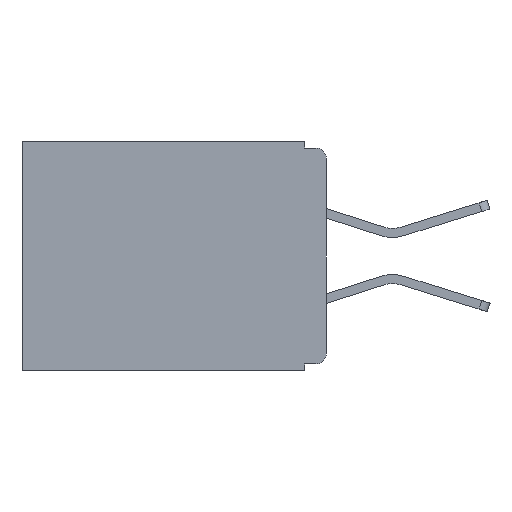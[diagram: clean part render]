
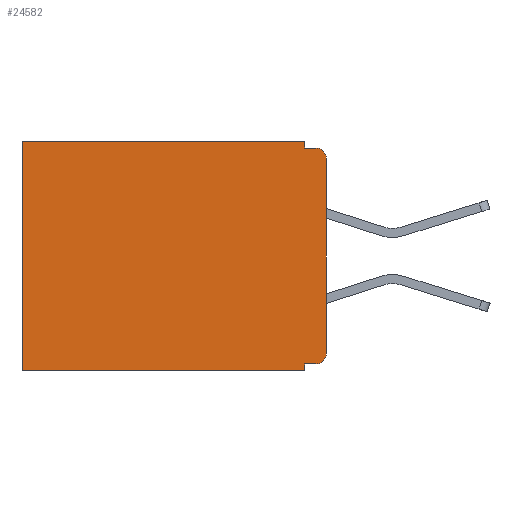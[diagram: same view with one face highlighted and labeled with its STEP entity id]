
A CAD part, left-side view. The second image highlights one B-rep face of the part: STEP entity #24582.
In plain terms, the highlighted planar face has unit normal (-1, 0, 0).
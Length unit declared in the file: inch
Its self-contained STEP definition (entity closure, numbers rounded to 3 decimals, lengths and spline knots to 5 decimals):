
#95 = VERTEX_POINT ( 'NONE', #12280 ) ;
#747 = EDGE_CURVE ( 'NONE', #10595, #22974, #15331, .T. ) ;
#769 = VECTOR ( 'NONE', #32892, 39.37008 ) ;
#905 = CARTESIAN_POINT ( 'NONE',  ( 0.3, 0., -0.33 ) ) ;
#1260 = DIRECTION ( 'NONE',  ( 0., 1., 0. ) ) ;
#1332 = DIRECTION ( 'NONE',  ( -1., 0., 0. ) ) ;
#1515 = DIRECTION ( 'NONE',  ( 0., 1., 0. ) ) ;
#2697 = DIRECTION ( 'NONE',  ( 0., -1., 0. ) ) ;
#3677 = DIRECTION ( 'NONE',  ( 0., 0., -1. ) ) ;
#3837 = VECTOR ( 'NONE', #2697, 39.37008 ) ;
#4101 = VERTEX_POINT ( 'NONE', #11869 ) ;
#4218 = ORIENTED_EDGE ( 'NONE', *, *, #28554, .F. ) ;
#4399 = CARTESIAN_POINT ( 'NONE',  ( 0.3, 0., -0.025 ) ) ;
#4762 = DIRECTION ( 'NONE',  ( 0., 0., -1. ) ) ;
#4999 = CARTESIAN_POINT ( 'NONE',  ( 0.3, 0., -0.305 ) ) ;
#5173 = CARTESIAN_POINT ( 'NONE',  ( 0.3, 0.437, 0. ) ) ;
#5418 = DIRECTION ( 'NONE',  ( 0., 1., 0. ) ) ;
#6200 = EDGE_CURVE ( 'NONE', #95, #25590, #16548, .T. ) ;
#7107 = AXIS2_PLACEMENT_3D ( 'NONE', #905, #19923, #3677 ) ;
#7412 = CARTESIAN_POINT ( 'NONE',  ( 0.3, 0.437, -0.33 ) ) ;
#8386 = VECTOR ( 'NONE', #5418, 39.37008 ) ;
#9067 = VECTOR ( 'NONE', #1260, 39.37008 ) ;
#9191 = LINE ( 'NONE', #7412, #22574 ) ;
#9409 = DIRECTION ( 'NONE',  ( 0., 0., -1. ) ) ;
#9485 = EDGE_CURVE ( 'NONE', #10595, #21143, #14670, .T. ) ;
#9657 = CARTESIAN_POINT ( 'NONE',  ( 0.3, 0.031, -0.33 ) ) ;
#9912 = LINE ( 'NONE', #25347, #23261 ) ;
#10303 = ORIENTED_EDGE ( 'NONE', *, *, #9485, .T. ) ;
#10459 = AXIS2_PLACEMENT_3D ( 'NONE', #11027, #29576, #13811 ) ;
#10580 = CARTESIAN_POINT ( 'NONE',  ( 0.3, 0.437, -0.33 ) ) ;
#10595 = VERTEX_POINT ( 'NONE', #4399 ) ;
#11012 = EDGE_CURVE ( 'NONE', #26101, #32175, #9912, .T. ) ;
#11013 = EDGE_CURVE ( 'NONE', #26101, #31315, #11601, .T. ) ;
#11027 = CARTESIAN_POINT ( 'NONE',  ( 0.3, 0.015, -0.305 ) ) ;
#11062 = LINE ( 'NONE', #31945, #3837 ) ;
#11256 = CARTESIAN_POINT ( 'NONE',  ( 0.3, 0., -0.32 ) ) ;
#11601 = LINE ( 'NONE', #33193, #9067 ) ;
#11869 = CARTESIAN_POINT ( 'NONE',  ( 0.3, 0.031, -0.33 ) ) ;
#12280 = CARTESIAN_POINT ( 'NONE',  ( 0.3, 0.015, -0.32 ) ) ;
#13306 = ORIENTED_EDGE ( 'NONE', *, *, #11012, .F. ) ;
#13811 = DIRECTION ( 'NONE',  ( 0., 0., -1. ) ) ;
#14670 = CIRCLE ( 'NONE', #30984, 0.015 ) ;
#14797 = CARTESIAN_POINT ( 'NONE',  ( 0.3, 0.015, -0.01 ) ) ;
#15172 = EDGE_CURVE ( 'NONE', #32175, #21143, #11062, .T. ) ;
#15331 = LINE ( 'NONE', #20298, #769 ) ;
#15604 = LINE ( 'NONE', #24032, #8386 ) ;
#16122 = ORIENTED_EDGE ( 'NONE', *, *, #22790, .F. ) ;
#16548 = LINE ( 'NONE', #11256, #22741 ) ;
#17059 = CARTESIAN_POINT ( 'NONE',  ( 0.3, 0.031, -0.01 ) ) ;
#17628 = CARTESIAN_POINT ( 'NONE',  ( 0.3, 0.015, -0.025 ) ) ;
#18243 = ORIENTED_EDGE ( 'NONE', *, *, #21337, .T. ) ;
#19923 = DIRECTION ( 'NONE',  ( 1., 0., 0. ) ) ;
#19980 = EDGE_LOOP ( 'NONE', ( #25303, #10303, #21227, #13306, #25191, #18243, #4218, #16122, #28459, #23513 ) ) ;
#20298 = CARTESIAN_POINT ( 'NONE',  ( 0.3, 0., -0.33 ) ) ;
#20324 = DIRECTION ( 'NONE',  ( 0., 0., -1. ) ) ;
#21143 = VERTEX_POINT ( 'NONE', #14797 ) ;
#21227 = ORIENTED_EDGE ( 'NONE', *, *, #15172, .F. ) ;
#21337 = EDGE_CURVE ( 'NONE', #31315, #31932, #9191, .T. ) ;
#22574 = VECTOR ( 'NONE', #4762, 39.37008 ) ;
#22741 = VECTOR ( 'NONE', #1515, 39.37008 ) ;
#22790 = EDGE_CURVE ( 'NONE', #25590, #4101, #25325, .T. ) ;
#22849 = DIRECTION ( 'NONE',  ( 0., 0., -1. ) ) ;
#22974 = VERTEX_POINT ( 'NONE', #4999 ) ;
#23080 = EDGE_CURVE ( 'NONE', #95, #22974, #26947, .T. ) ;
#23261 = VECTOR ( 'NONE', #9409, 39.37008 ) ;
#23513 = ORIENTED_EDGE ( 'NONE', *, *, #23080, .T. ) ;
#24032 = CARTESIAN_POINT ( 'NONE',  ( 0.3, 0., -0.33 ) ) ;
#24582 = ADVANCED_FACE ( 'NONE', ( #34137 ), #32866, .F. ) ;
#25191 = ORIENTED_EDGE ( 'NONE', *, *, #11013, .T. ) ;
#25303 = ORIENTED_EDGE ( 'NONE', *, *, #747, .F. ) ;
#25325 = LINE ( 'NONE', #9657, #30649 ) ;
#25347 = CARTESIAN_POINT ( 'NONE',  ( 0.3, 0.031, 0. ) ) ;
#25590 = VERTEX_POINT ( 'NONE', #27596 ) ;
#26101 = VERTEX_POINT ( 'NONE', #32317 ) ;
#26947 = CIRCLE ( 'NONE', #10459, 0.015 ) ;
#27596 = CARTESIAN_POINT ( 'NONE',  ( 0.3, 0.031, -0.32 ) ) ;
#28459 = ORIENTED_EDGE ( 'NONE', *, *, #6200, .F. ) ;
#28554 = EDGE_CURVE ( 'NONE', #4101, #31932, #15604, .T. ) ;
#29576 = DIRECTION ( 'NONE',  ( -1., 0., 0. ) ) ;
#30649 = VECTOR ( 'NONE', #22849, 39.37008 ) ;
#30984 = AXIS2_PLACEMENT_3D ( 'NONE', #17628, #1332, #20324 ) ;
#31315 = VERTEX_POINT ( 'NONE', #5173 ) ;
#31932 = VERTEX_POINT ( 'NONE', #10580 ) ;
#31945 = CARTESIAN_POINT ( 'NONE',  ( 0.3, 0., -0.01 ) ) ;
#32175 = VERTEX_POINT ( 'NONE', #17059 ) ;
#32317 = CARTESIAN_POINT ( 'NONE',  ( 0.3, 0.031, 0. ) ) ;
#32866 = PLANE ( 'NONE',  #7107 ) ;
#32892 = DIRECTION ( 'NONE',  ( 0., 0., -1. ) ) ;
#33193 = CARTESIAN_POINT ( 'NONE',  ( 0.3, 0., 0. ) ) ;
#34137 = FACE_OUTER_BOUND ( 'NONE', #19980, .T. ) ;
